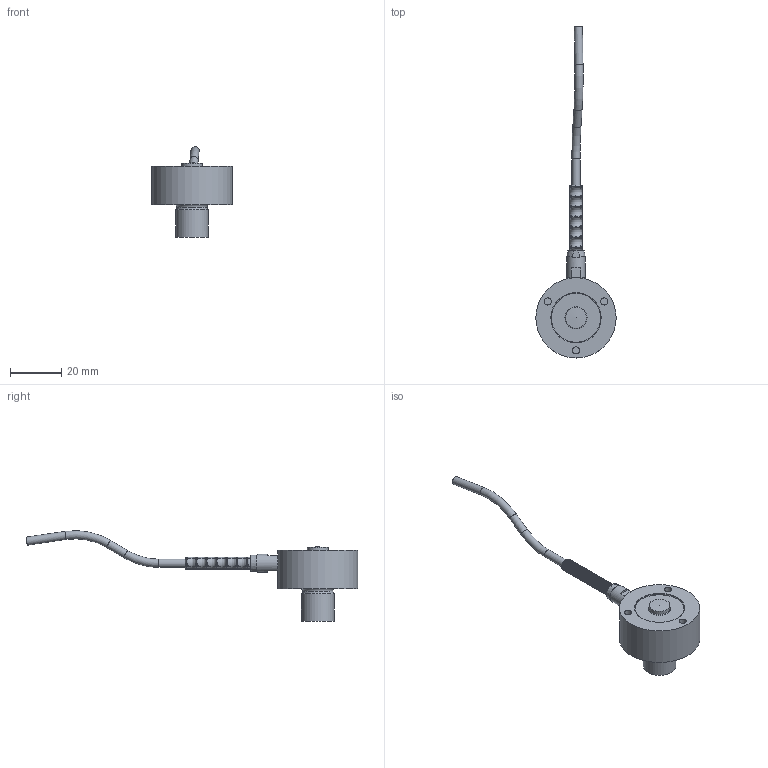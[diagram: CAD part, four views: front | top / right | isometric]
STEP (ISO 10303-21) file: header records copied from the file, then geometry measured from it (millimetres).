
FILE_DESCRIPTION((''),'2;1');
FILE_NAME('LLB405.stp','2010-11-12T10:51:15',('Thomasl'),(''),'Autodesk Inventor 2008','Autodesk Inventor 2008','');
FILE_SCHEMA(('AUTOMOTIVE_DESIGN { 1 0 10303 214 1 1 1 1 }'));
Length unit declared in the file: inch
Products named in the file (5): LLB405 (LevelofDetail1); PART1 (~1); 2049; 2049A; 2049B
Assembly tree (4 placements, depth 3):
  LLB405 (LevelofDetail1)
    PART1 (~1)
      2049
      2049A
      2049B
Bounding box: 31.24 x 129.13 x 35.27 mm (x, y, z)
Volume: 13703.6 mm3; surface area: 5989.5 mm2
Topology: 3 solids, 3 shells, 213 faces, 562 edges, 352 vertices
Faces by surface type: plane 72, bspline 64, cylinder 52, cone 18, torus 6, sphere 1
Full cylindrical faces by diameter (mm): 2.779 x3, 3.175 x3, 3.302 x1, 3.937 x1, 4.089 x1, 4.521 x1, 4.801 x2, 5.207 x1, 5.334 x1, 5.715 x1, 5.791 x1, 7.061 x1, 8.128 x1, 11.684 x1, 12.7 x1, 19.558 x1, 31.242 x1
Entity records: 10726 total; most frequent: CARTESIAN_POINT 6020, DIRECTION 946, ORIENTED_EDGE 874, EDGE_CURVE 437, AXIS2_PLACEMENT_3D 385, EDGE_LOOP 334, VERTEX_POINT 325, CIRCLE 227
